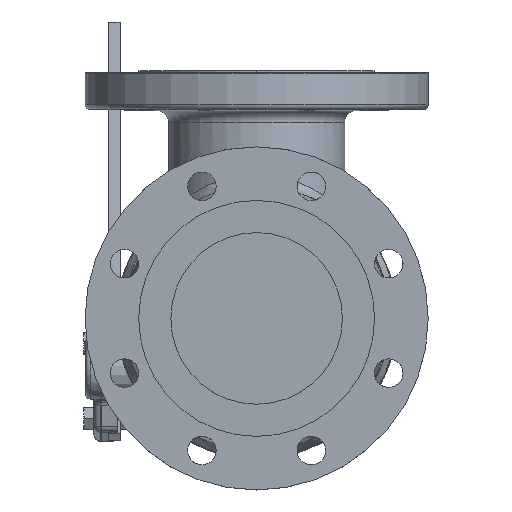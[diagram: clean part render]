
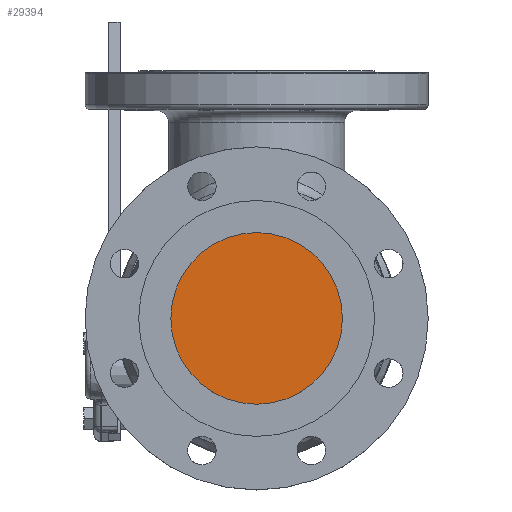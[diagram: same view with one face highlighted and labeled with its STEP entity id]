
A CAD part, front view. The second image highlights one B-rep face of the part: STEP entity #29394.
In plain terms, the highlighted planar face has unit normal (0, -1, 0).
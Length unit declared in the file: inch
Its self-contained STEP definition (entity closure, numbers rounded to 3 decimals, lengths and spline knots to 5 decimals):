
#2232 = VERTEX_POINT ( 'NONE', #26582 ) ;
#7655 = ORIENTED_EDGE ( 'NONE', *, *, #27728, .T. ) ;
#9204 = CARTESIAN_POINT ( 'NONE',  ( 0., -9.96431, 0. ) ) ;
#9376 = DIRECTION ( 'NONE',  ( 0., 0., -1. ) ) ;
#10094 = FACE_OUTER_BOUND ( 'NONE', #51489, .T. ) ;
#13121 = ORIENTED_EDGE ( 'NONE', *, *, #22353, .T. ) ;
#15904 = AXIS2_PLACEMENT_3D ( 'NONE', #17011, #45762, #21153 ) ;
#17011 = CARTESIAN_POINT ( 'NONE',  ( 0., -9.96431, 0. ) ) ;
#21153 = DIRECTION ( 'NONE',  ( 0., 0., -1. ) ) ;
#21468 = DIRECTION ( 'NONE',  ( 0., -1., 0. ) ) ;
#22353 = EDGE_CURVE ( 'NONE', #25507, #2232, #47386, .T. ) ;
#25507 = VERTEX_POINT ( 'NONE', #29752 ) ;
#26582 = CARTESIAN_POINT ( 'NONE',  ( 0., -9.96431, -2.25 ) ) ;
#26738 = AXIS2_PLACEMENT_3D ( 'NONE', #9204, #34036, #9376 ) ;
#27728 = EDGE_CURVE ( 'NONE', #2232, #25507, #33436, .T. ) ;
#29394 = ADVANCED_FACE ( 'NONE', ( #10094 ), #37987, .T. ) ;
#29752 = CARTESIAN_POINT ( 'NONE',  ( 0., -9.96431, 2.25 ) ) ;
#33436 = CIRCLE ( 'NONE', #42891, 2.25 ) ;
#34036 = DIRECTION ( 'NONE',  ( 0., -1., 0. ) ) ;
#37987 = PLANE ( 'NONE',  #26738 ) ;
#42891 = AXIS2_PLACEMENT_3D ( 'NONE', #46070, #21468, #50231 ) ;
#45762 = DIRECTION ( 'NONE',  ( 0., -1., 0. ) ) ;
#46070 = CARTESIAN_POINT ( 'NONE',  ( 0., -9.96431, 0. ) ) ;
#47386 = CIRCLE ( 'NONE', #15904, 2.25 ) ;
#50231 = DIRECTION ( 'NONE',  ( 0., 0., -1. ) ) ;
#51489 = EDGE_LOOP ( 'NONE', ( #7655, #13121 ) ) ;
